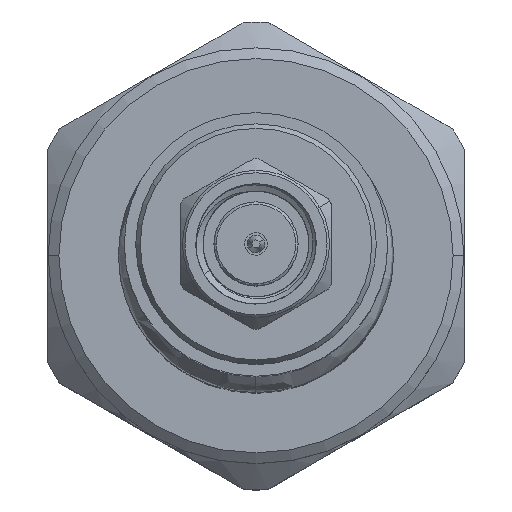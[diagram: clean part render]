
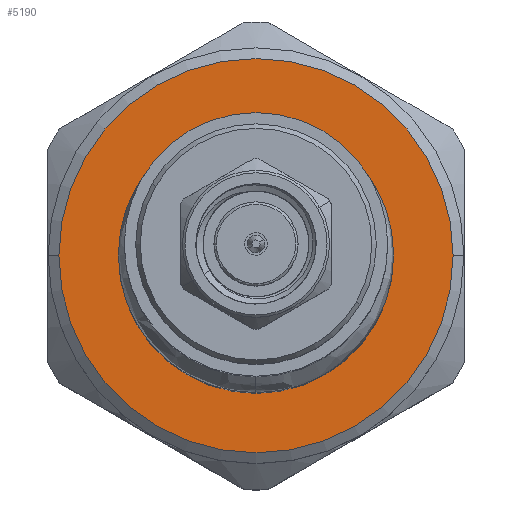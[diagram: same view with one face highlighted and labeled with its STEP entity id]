
A CAD part, top view. The second image highlights one B-rep face of the part: STEP entity #5190.
In plain terms, the highlighted face is planar.
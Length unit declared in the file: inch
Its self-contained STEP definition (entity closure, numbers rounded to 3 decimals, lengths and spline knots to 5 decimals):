
#33 = CIRCLE ( 'NONE', #443, 0.40988 ) ;
#443 = AXIS2_PLACEMENT_3D ( 'NONE', #8017, #8656, #4649 ) ;
#552 = AXIS2_PLACEMENT_3D ( 'NONE', #8136, #6104, #2719 ) ;
#583 = CARTESIAN_POINT ( 'NONE',  ( 0.56479, 0., -0.25763 ) ) ;
#740 = DIRECTION ( 'NONE',  ( 1., 0., 0. ) ) ;
#847 = ORIENTED_EDGE ( 'NONE', *, *, #4001, .F. ) ;
#922 = DIRECTION ( 'NONE',  ( 1., 0., 0. ) ) ;
#1085 = CIRCLE ( 'NONE', #6831, 0.25763 ) ;
#1189 = EDGE_LOOP ( 'NONE', ( #847, #6629 ) ) ;
#1210 = VERTEX_POINT ( 'NONE', #7426 ) ;
#1213 = VERTEX_POINT ( 'NONE', #583 ) ;
#1351 = CARTESIAN_POINT ( 'NONE',  ( 0.56479, 0., 0. ) ) ;
#1383 = DIRECTION ( 'NONE',  ( 0., 0., -1. ) ) ;
#1603 = ORIENTED_EDGE ( 'NONE', *, *, #2332, .T. ) ;
#1762 = EDGE_LOOP ( 'NONE', ( #1603, #5261 ) ) ;
#2332 = EDGE_CURVE ( 'NONE', #1210, #6137, #5873, .T. ) ;
#2369 = VERTEX_POINT ( 'NONE', #4076 ) ;
#2719 = DIRECTION ( 'NONE',  ( 0., 0., -1. ) ) ;
#3003 = EDGE_CURVE ( 'NONE', #6137, #1210, #33, .T. ) ;
#3277 = AXIS2_PLACEMENT_3D ( 'NONE', #7026, #922, #8351 ) ;
#3776 = FACE_BOUND ( 'NONE', #1189, .T. ) ;
#4001 = EDGE_CURVE ( 'NONE', #2369, #1213, #5548, .T. ) ;
#4076 = CARTESIAN_POINT ( 'NONE',  ( 0.56479, 0., 0.25763 ) ) ;
#4649 = DIRECTION ( 'NONE',  ( 0., 0., -1. ) ) ;
#4810 = CARTESIAN_POINT ( 'NONE',  ( 0.56479, 0., -0.40988 ) ) ;
#5190 = ADVANCED_FACE ( 'NONE', ( #6419, #3776 ), #6771, .T. ) ;
#5213 = EDGE_CURVE ( 'NONE', #1213, #2369, #1085, .T. ) ;
#5261 = ORIENTED_EDGE ( 'NONE', *, *, #3003, .T. ) ;
#5548 = CIRCLE ( 'NONE', #552, 0.25763 ) ;
#5873 = CIRCLE ( 'NONE', #3277, 0.40988 ) ;
#6043 = DIRECTION ( 'NONE',  ( 1., 0., 0. ) ) ;
#6104 = DIRECTION ( 'NONE',  ( 1., 0., 0. ) ) ;
#6137 = VERTEX_POINT ( 'NONE', #4810 ) ;
#6419 = FACE_OUTER_BOUND ( 'NONE', #1762, .T. ) ;
#6629 = ORIENTED_EDGE ( 'NONE', *, *, #5213, .F. ) ;
#6771 = PLANE ( 'NONE',  #8469 ) ;
#6831 = AXIS2_PLACEMENT_3D ( 'NONE', #1351, #740, #1383 ) ;
#6861 = CARTESIAN_POINT ( 'NONE',  ( 0.56479, 0.40988, 0. ) ) ;
#7026 = CARTESIAN_POINT ( 'NONE',  ( 0.56479, 0., 0. ) ) ;
#7426 = CARTESIAN_POINT ( 'NONE',  ( 0.56479, 0., 0.40988 ) ) ;
#8017 = CARTESIAN_POINT ( 'NONE',  ( 0.56479, 0., 0. ) ) ;
#8100 = DIRECTION ( 'NONE',  ( 0., 0., -1. ) ) ;
#8136 = CARTESIAN_POINT ( 'NONE',  ( 0.56479, 0., 0. ) ) ;
#8351 = DIRECTION ( 'NONE',  ( 0., 0., -1. ) ) ;
#8469 = AXIS2_PLACEMENT_3D ( 'NONE', #6861, #6043, #8100 ) ;
#8656 = DIRECTION ( 'NONE',  ( 1., 0., 0. ) ) ;
